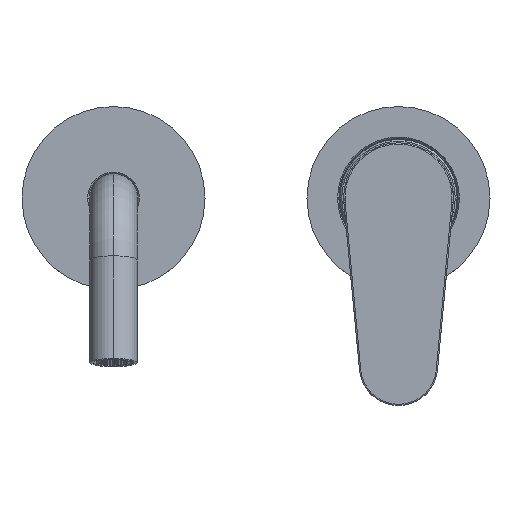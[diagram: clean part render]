
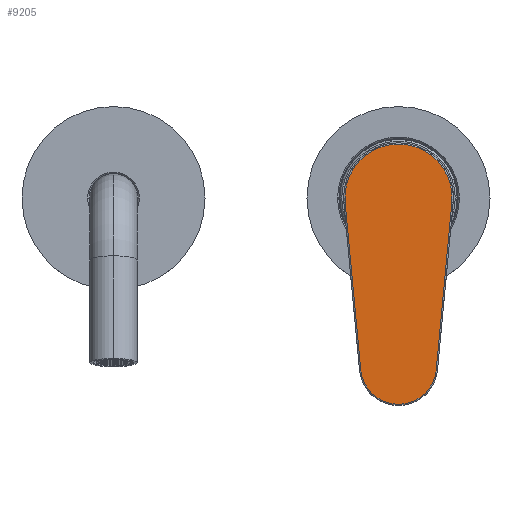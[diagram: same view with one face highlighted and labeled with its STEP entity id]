
A CAD part, top view. The second image highlights one B-rep face of the part: STEP entity #9205.
In plain terms, the highlighted planar face has unit normal (0, 0, 1).
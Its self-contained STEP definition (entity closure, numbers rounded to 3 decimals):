
#678=CARTESIAN_POINT('',(0.,0.05,102.8));
#679=DIRECTION('',(0.,0.,1.));
#680=DIRECTION('',(0.996,-0.093,0.));
#681=AXIS2_PLACEMENT_3D('',#678,#679,#680);
#688=DIRECTION('',(0.093,0.996,0.));
#689=VECTOR('',#688,64.22);
#690=CARTESIAN_POINT('',(14.437,-65.799,102.8));
#691=LINE('',#690,#689);
#692=CARTESIAN_POINT('',(0.,-64.45,102.8));
#693=DIRECTION('',(0.,0.,1.));
#694=DIRECTION('',(-0.996,-0.093,0.));
#695=AXIS2_PLACEMENT_3D('',#692,#693,#694);
#697=DIRECTION('',(0.093,-0.996,0.));
#698=VECTOR('',#697,64.22);
#699=CARTESIAN_POINT('',(-20.411,-1.857,102.8));
#700=LINE('',#699,#698);
#8359=CARTESIAN_POINT('',(-20.411,-1.857,102.8));
#8360=CARTESIAN_POINT('',(-14.437,-65.799,102.8));
#8361=VERTEX_POINT('',#8359);
#8362=VERTEX_POINT('',#8360);
#8365=CARTESIAN_POINT('',(14.437,-65.799,102.8));
#8366=VERTEX_POINT('',#8365);
#8369=CARTESIAN_POINT('',(20.411,-1.857,102.8));
#8370=VERTEX_POINT('',#8369);
#9192=CARTESIAN_POINT('',(0.,0.05,102.8));
#9193=DIRECTION('',(0.,0.,1.));
#9194=DIRECTION('',(1.,0.,0.));
#9195=AXIS2_PLACEMENT_3D('',#9192,#9193,#9194);
#9196=PLANE('',#9195);
#9197=ORIENTED_EDGE('',*,*,#9155,.F.);
#9198=ORIENTED_EDGE('',*,*,#9175,.F.);
#9200=ORIENTED_EDGE('',*,*,#9199,.F.);
#9202=ORIENTED_EDGE('',*,*,#9201,.F.);
#9203=EDGE_LOOP('',(#9197,#9198,#9200,#9202));
#9204=FACE_OUTER_BOUND('',#9203,.F.);
#9205=ADVANCED_FACE('',(#9204),#9196,.T.);
#682=CIRCLE('',#681,20.5);
#696=CIRCLE('',#695,14.5);
#9155=EDGE_CURVE('',#8370,#8361,#682,.T.);
#9175=EDGE_CURVE('',#8366,#8370,#691,.T.);
#9199=EDGE_CURVE('',#8362,#8366,#696,.T.);
#9201=EDGE_CURVE('',#8361,#8362,#700,.T.);
